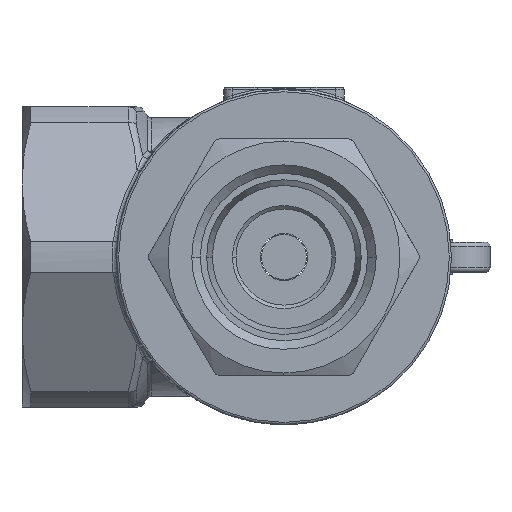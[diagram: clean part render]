
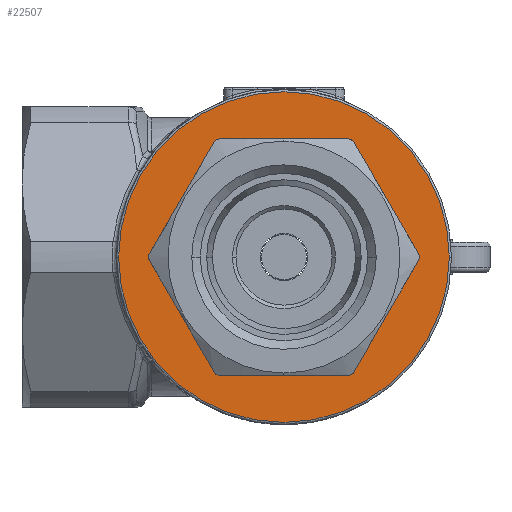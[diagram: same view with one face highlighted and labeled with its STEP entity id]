
A CAD part, front view. The second image highlights one B-rep face of the part: STEP entity #22507.
In plain terms, the highlighted planar face has unit normal (0, -1, 0).
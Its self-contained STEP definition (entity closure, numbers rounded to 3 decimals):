
#7364 = CARTESIAN_POINT ( 'NONE',  ( 0., -39.437, -25.75 ) ) ;
#7382 = CARTESIAN_POINT ( 'NONE',  ( 0., -39.437, 25.75 ) ) ;
#7404 = CIRCLE ( 'NONE', #7441, 25.75 ) ;
#7438 = CARTESIAN_POINT ( 'NONE',  ( 0., -39.437, 0. ) ) ;
#7441 = AXIS2_PLACEMENT_3D ( 'NONE', #7438, #7481, #7480 ) ;
#7480 = DIRECTION ( 'NONE',  ( -1., 0., 0. ) ) ;
#7481 = DIRECTION ( 'NONE',  ( 0., 1., 0. ) ) ;
#12689 = CARTESIAN_POINT ( 'NONE',  ( -38.5, -39.437, 0. ) ) ;
#12781 = CIRCLE ( 'NONE', #12834, 38.5 ) ;
#12824 = FACE_OUTER_BOUND ( 'NONE', #22392, .T. ) ;
#12826 = PLANE ( 'NONE',  #12839 ) ;
#12831 = DIRECTION ( 'NONE',  ( -1., 0., 0. ) ) ;
#12832 = DIRECTION ( 'NONE',  ( 0., -1., 0. ) ) ;
#12834 = AXIS2_PLACEMENT_3D ( 'NONE', #12845, #12832, #12831 ) ;
#12839 = AXIS2_PLACEMENT_3D ( 'NONE', #12911, #12909, #12908 ) ;
#12841 = CIRCLE ( 'NONE', #12888, 38.5 ) ;
#12843 = FACE_BOUND ( 'NONE', #22413, .T. ) ;
#12845 = CARTESIAN_POINT ( 'NONE',  ( 0., -39.437, 0. ) ) ;
#12883 = DIRECTION ( 'NONE',  ( -1., 0., 0. ) ) ;
#12885 = DIRECTION ( 'NONE',  ( 0., -1., 0. ) ) ;
#12886 = CARTESIAN_POINT ( 'NONE',  ( 0., -39.437, 0. ) ) ;
#12888 = AXIS2_PLACEMENT_3D ( 'NONE', #12886, #12885, #12883 ) ;
#12895 = DIRECTION ( 'NONE',  ( -1., 0., 0. ) ) ;
#12898 = DIRECTION ( 'NONE',  ( 0., 1., 0. ) ) ;
#12899 = AXIS2_PLACEMENT_3D ( 'NONE', #12913, #12898, #12895 ) ;
#12908 = DIRECTION ( 'NONE',  ( -1., 0., 0. ) ) ;
#12909 = DIRECTION ( 'NONE',  ( 0., -1., 0. ) ) ;
#12911 = CARTESIAN_POINT ( 'NONE',  ( 0., -39.437, 0. ) ) ;
#12913 = CARTESIAN_POINT ( 'NONE',  ( 0., -39.437, 0. ) ) ;
#12915 = CARTESIAN_POINT ( 'NONE',  ( 38.5, -39.437, 0. ) ) ;
#12920 = CIRCLE ( 'NONE', #12899, 25.75 ) ;
#20181 = VERTEX_POINT ( 'NONE', #7382 ) ;
#20182 = VERTEX_POINT ( 'NONE', #7364 ) ;
#20199 = EDGE_CURVE ( 'NONE', #20182, #20181, #7404, .T. ) ;
#22385 = ORIENTED_EDGE ( 'NONE', *, *, #22510, .T. ) ;
#22392 = EDGE_LOOP ( 'NONE', ( #22385, #22494 ) ) ;
#22400 = ORIENTED_EDGE ( 'NONE', *, *, #22509, .T. ) ;
#22413 = EDGE_LOOP ( 'NONE', ( #22511, #22400 ) ) ;
#22493 = VERTEX_POINT ( 'NONE', #12689 ) ;
#22494 = ORIENTED_EDGE ( 'NONE', *, *, #22501, .T. ) ;
#22501 = EDGE_CURVE ( 'NONE', #22493, #22512, #12781, .T. ) ;
#22507 = ADVANCED_FACE ( 'NONE', ( #12843, #12824 ), #12826, .T. ) ;
#22509 = EDGE_CURVE ( 'NONE', #20181, #20182, #12920, .T. ) ;
#22510 = EDGE_CURVE ( 'NONE', #22512, #22493, #12841, .T. ) ;
#22511 = ORIENTED_EDGE ( 'NONE', *, *, #20199, .T. ) ;
#22512 = VERTEX_POINT ( 'NONE', #12915 ) ;
